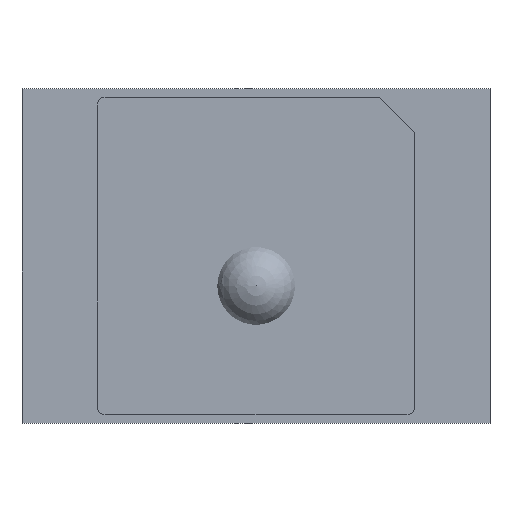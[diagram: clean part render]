
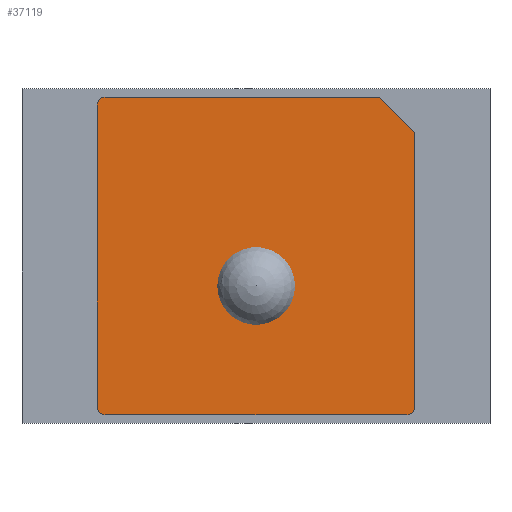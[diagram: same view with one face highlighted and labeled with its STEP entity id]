
A CAD part, top view. The second image highlights one B-rep face of the part: STEP entity #37119.
In plain terms, the highlighted planar face has unit normal (0, 0, 1).
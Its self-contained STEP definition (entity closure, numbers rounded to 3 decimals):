
#36382 = VERTEX_POINT('',#36383);
#36383 = CARTESIAN_POINT('',(9.5,-9.,4.));
#36389 = EDGE_CURVE('',#36382,#36390,#36392,.T.);
#36390 = VERTEX_POINT('',#36391);
#36391 = CARTESIAN_POINT('',(9.5,7.4,4.));
#36392 = LINE('',#36393,#36394);
#36393 = CARTESIAN_POINT('',(9.5,-9.,4.));
#36394 = VECTOR('',#36395,1.);
#36395 = DIRECTION('',(0.,1.,0.));
#36420 = EDGE_CURVE('',#36390,#36421,#36423,.T.);
#36421 = VERTEX_POINT('',#36422);
#36422 = CARTESIAN_POINT('',(7.4,9.5,4.));
#36423 = LINE('',#36424,#36425);
#36424 = CARTESIAN_POINT('',(9.5,7.4,4.));
#36425 = VECTOR('',#36426,1.);
#36426 = DIRECTION('',(-0.707,0.707,0.));
#36451 = EDGE_CURVE('',#36421,#36452,#36454,.T.);
#36452 = VERTEX_POINT('',#36453);
#36453 = CARTESIAN_POINT('',(-9.,9.5,4.));
#36454 = LINE('',#36455,#36456);
#36455 = CARTESIAN_POINT('',(7.4,9.5,4.));
#36456 = VECTOR('',#36457,1.);
#36457 = DIRECTION('',(-1.,0.,0.));
#36482 = EDGE_CURVE('',#36452,#36483,#36485,.T.);
#36483 = VERTEX_POINT('',#36484);
#36484 = CARTESIAN_POINT('',(-9.099,9.5,4.));
#36485 = LINE('',#36486,#36487);
#36486 = CARTESIAN_POINT('',(-9.,9.5,4.));
#36487 = VECTOR('',#36488,1.);
#36488 = DIRECTION('',(-1.,0.,0.));
#36513 = EDGE_CURVE('',#36483,#36514,#36516,.T.);
#36514 = VERTEX_POINT('',#36515);
#36515 = CARTESIAN_POINT('',(-9.283,9.424,4.));
#36516 = LINE('',#36517,#36518);
#36517 = CARTESIAN_POINT('',(-9.099,9.5,4.));
#36518 = VECTOR('',#36519,1.);
#36519 = DIRECTION('',(-0.924,-0.383,0.));
#36544 = EDGE_CURVE('',#36514,#36545,#36547,.T.);
#36545 = VERTEX_POINT('',#36546);
#36546 = CARTESIAN_POINT('',(-9.424,9.283,4.));
#36547 = LINE('',#36548,#36549);
#36548 = CARTESIAN_POINT('',(-9.283,9.424,4.));
#36549 = VECTOR('',#36550,1.);
#36550 = DIRECTION('',(-0.707,-0.707,0.));
#36575 = EDGE_CURVE('',#36545,#36576,#36578,.T.);
#36576 = VERTEX_POINT('',#36577);
#36577 = CARTESIAN_POINT('',(-9.5,9.099,4.));
#36578 = LINE('',#36579,#36580);
#36579 = CARTESIAN_POINT('',(-9.424,9.283,4.));
#36580 = VECTOR('',#36581,1.);
#36581 = DIRECTION('',(-0.383,-0.924,0.));
#36606 = EDGE_CURVE('',#36576,#36607,#36609,.T.);
#36607 = VERTEX_POINT('',#36608);
#36608 = CARTESIAN_POINT('',(-9.5,9.,4.));
#36609 = LINE('',#36610,#36611);
#36610 = CARTESIAN_POINT('',(-9.5,9.099,4.));
#36611 = VECTOR('',#36612,1.);
#36612 = DIRECTION('',(0.,-1.,0.));
#36637 = EDGE_CURVE('',#36607,#36638,#36640,.T.);
#36638 = VERTEX_POINT('',#36639);
#36639 = CARTESIAN_POINT('',(-9.5,9.,4.));
#36640 = LINE('',#36641,#36642);
#36641 = CARTESIAN_POINT('',(-9.5,9.,4.));
#36642 = VECTOR('',#36643,1.);
#36643 = DIRECTION('',(-0.759,-0.651,0.));
#36668 = EDGE_CURVE('',#36638,#36669,#36671,.T.);
#36669 = VERTEX_POINT('',#36670);
#36670 = CARTESIAN_POINT('',(-9.5,-9.,4.));
#36671 = LINE('',#36672,#36673);
#36672 = CARTESIAN_POINT('',(-9.5,9.,4.));
#36673 = VECTOR('',#36674,1.);
#36674 = DIRECTION('',(0.,-1.,0.));
#36699 = EDGE_CURVE('',#36669,#36700,#36702,.T.);
#36700 = VERTEX_POINT('',#36701);
#36701 = CARTESIAN_POINT('',(-9.5,-9.099,4.));
#36702 = LINE('',#36703,#36704);
#36703 = CARTESIAN_POINT('',(-9.5,-9.,4.));
#36704 = VECTOR('',#36705,1.);
#36705 = DIRECTION('',(0.,-1.,0.));
#36730 = EDGE_CURVE('',#36700,#36731,#36733,.T.);
#36731 = VERTEX_POINT('',#36732);
#36732 = CARTESIAN_POINT('',(-9.424,-9.283,4.));
#36733 = LINE('',#36734,#36735);
#36734 = CARTESIAN_POINT('',(-9.5,-9.099,4.));
#36735 = VECTOR('',#36736,1.);
#36736 = DIRECTION('',(0.383,-0.924,0.));
#36761 = EDGE_CURVE('',#36731,#36762,#36764,.T.);
#36762 = VERTEX_POINT('',#36763);
#36763 = CARTESIAN_POINT('',(-9.283,-9.424,4.));
#36764 = LINE('',#36765,#36766);
#36765 = CARTESIAN_POINT('',(-9.424,-9.283,4.));
#36766 = VECTOR('',#36767,1.);
#36767 = DIRECTION('',(0.707,-0.707,0.));
#36792 = EDGE_CURVE('',#36762,#36793,#36795,.T.);
#36793 = VERTEX_POINT('',#36794);
#36794 = CARTESIAN_POINT('',(-9.099,-9.5,4.));
#36795 = LINE('',#36796,#36797);
#36796 = CARTESIAN_POINT('',(-9.283,-9.424,4.));
#36797 = VECTOR('',#36798,1.);
#36798 = DIRECTION('',(0.924,-0.383,0.));
#36823 = EDGE_CURVE('',#36793,#36824,#36826,.T.);
#36824 = VERTEX_POINT('',#36825);
#36825 = CARTESIAN_POINT('',(-9.,-9.5,4.));
#36826 = LINE('',#36827,#36828);
#36827 = CARTESIAN_POINT('',(-9.099,-9.5,4.));
#36828 = VECTOR('',#36829,1.);
#36829 = DIRECTION('',(1.,0.,0.));
#36854 = EDGE_CURVE('',#36824,#36855,#36857,.T.);
#36855 = VERTEX_POINT('',#36856);
#36856 = CARTESIAN_POINT('',(-9.,-9.5,4.));
#36857 = LINE('',#36858,#36859);
#36858 = CARTESIAN_POINT('',(-9.,-9.5,4.));
#36859 = VECTOR('',#36860,1.);
#36860 = DIRECTION('',(-0.555,-0.832,0.));
#36885 = EDGE_CURVE('',#36855,#36886,#36888,.T.);
#36886 = VERTEX_POINT('',#36887);
#36887 = CARTESIAN_POINT('',(9.,-9.5,4.));
#36888 = LINE('',#36889,#36890);
#36889 = CARTESIAN_POINT('',(-9.,-9.5,4.));
#36890 = VECTOR('',#36891,1.);
#36891 = DIRECTION('',(1.,0.,0.));
#36916 = EDGE_CURVE('',#36886,#36917,#36919,.T.);
#36917 = VERTEX_POINT('',#36918);
#36918 = CARTESIAN_POINT('',(9.099,-9.5,4.));
#36919 = LINE('',#36920,#36921);
#36920 = CARTESIAN_POINT('',(9.,-9.5,4.));
#36921 = VECTOR('',#36922,1.);
#36922 = DIRECTION('',(1.,0.,0.));
#36947 = EDGE_CURVE('',#36917,#36948,#36950,.T.);
#36948 = VERTEX_POINT('',#36949);
#36949 = CARTESIAN_POINT('',(9.283,-9.424,4.));
#36950 = LINE('',#36951,#36952);
#36951 = CARTESIAN_POINT('',(9.099,-9.5,4.));
#36952 = VECTOR('',#36953,1.);
#36953 = DIRECTION('',(0.924,0.383,0.));
#36978 = EDGE_CURVE('',#36948,#36979,#36981,.T.);
#36979 = VERTEX_POINT('',#36980);
#36980 = CARTESIAN_POINT('',(9.424,-9.283,4.));
#36981 = LINE('',#36982,#36983);
#36982 = CARTESIAN_POINT('',(9.283,-9.424,4.));
#36983 = VECTOR('',#36984,1.);
#36984 = DIRECTION('',(0.707,0.707,0.));
#37009 = EDGE_CURVE('',#36979,#37010,#37012,.T.);
#37010 = VERTEX_POINT('',#37011);
#37011 = CARTESIAN_POINT('',(9.5,-9.099,4.));
#37012 = LINE('',#37013,#37014);
#37013 = CARTESIAN_POINT('',(9.424,-9.283,4.));
#37014 = VECTOR('',#37015,1.);
#37015 = DIRECTION('',(0.383,0.924,0.));
#37040 = EDGE_CURVE('',#37010,#37041,#37043,.T.);
#37041 = VERTEX_POINT('',#37042);
#37042 = CARTESIAN_POINT('',(9.5,-9.,4.));
#37043 = LINE('',#37044,#37045);
#37044 = CARTESIAN_POINT('',(9.5,-9.099,4.));
#37045 = VECTOR('',#37046,1.);
#37046 = DIRECTION('',(0.,1.,0.));
#37071 = EDGE_CURVE('',#37041,#36382,#37072,.T.);
#37072 = LINE('',#37073,#37074);
#37073 = CARTESIAN_POINT('',(9.5,-9.,4.));
#37074 = VECTOR('',#37075,1.);
#37075 = DIRECTION('',(1.,0.,0.));
#37119 = ADVANCED_FACE('',(#37120),#37145,.F.);
#37120 = FACE_BOUND('',#37121,.T.);
#37121 = EDGE_LOOP('',(#37122,#37123,#37124,#37125,#37126,#37127,#37128,
    #37129,#37130,#37131,#37132,#37133,#37134,#37135,#37136,#37137,
    #37138,#37139,#37140,#37141,#37142,#37143,#37144));
#37122 = ORIENTED_EDGE('',*,*,#36389,.T.);
#37123 = ORIENTED_EDGE('',*,*,#36420,.T.);
#37124 = ORIENTED_EDGE('',*,*,#36451,.T.);
#37125 = ORIENTED_EDGE('',*,*,#36482,.T.);
#37126 = ORIENTED_EDGE('',*,*,#36513,.T.);
#37127 = ORIENTED_EDGE('',*,*,#36544,.T.);
#37128 = ORIENTED_EDGE('',*,*,#36575,.T.);
#37129 = ORIENTED_EDGE('',*,*,#36606,.T.);
#37130 = ORIENTED_EDGE('',*,*,#36637,.T.);
#37131 = ORIENTED_EDGE('',*,*,#36668,.T.);
#37132 = ORIENTED_EDGE('',*,*,#36699,.T.);
#37133 = ORIENTED_EDGE('',*,*,#36730,.T.);
#37134 = ORIENTED_EDGE('',*,*,#36761,.T.);
#37135 = ORIENTED_EDGE('',*,*,#36792,.T.);
#37136 = ORIENTED_EDGE('',*,*,#36823,.T.);
#37137 = ORIENTED_EDGE('',*,*,#36854,.T.);
#37138 = ORIENTED_EDGE('',*,*,#36885,.T.);
#37139 = ORIENTED_EDGE('',*,*,#36916,.T.);
#37140 = ORIENTED_EDGE('',*,*,#36947,.T.);
#37141 = ORIENTED_EDGE('',*,*,#36978,.T.);
#37142 = ORIENTED_EDGE('',*,*,#37009,.T.);
#37143 = ORIENTED_EDGE('',*,*,#37040,.T.);
#37144 = ORIENTED_EDGE('',*,*,#37071,.T.);
#37145 = PLANE('',#37146);
#37146 = AXIS2_PLACEMENT_3D('',#37147,#37148,#37149);
#37147 = CARTESIAN_POINT('',(9.5,-9.,4.));
#37148 = DIRECTION('',(0.,0.,-1.));
#37149 = DIRECTION('',(-1.,0.,0.));
